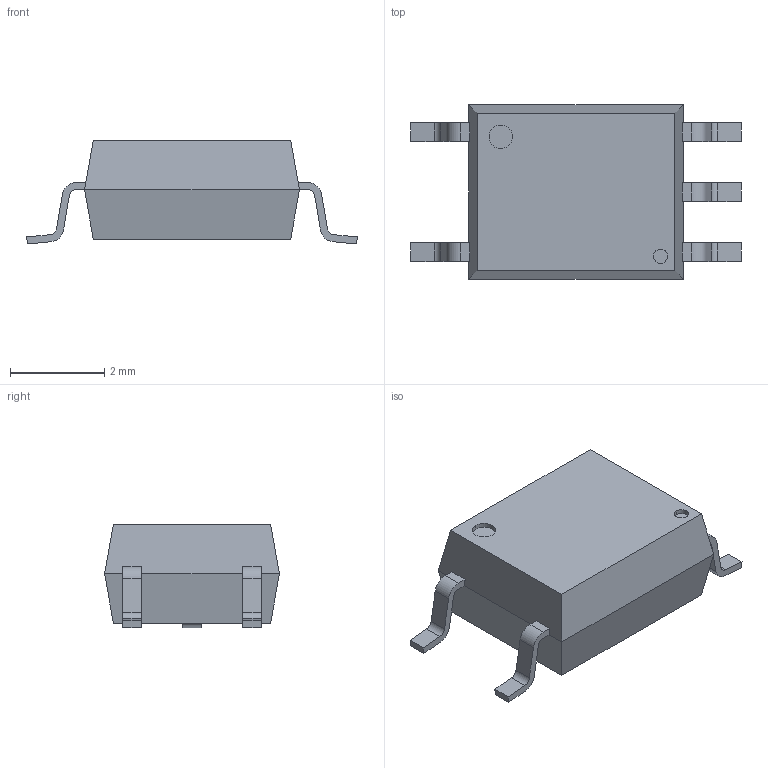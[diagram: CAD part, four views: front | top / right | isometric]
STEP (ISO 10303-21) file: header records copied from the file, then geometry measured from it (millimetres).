
FILE_DESCRIPTION(('STEP AP214'),'1');
FILE_NAME('5pin SO6.stp','2019-02-04T22:37:30',(' '),(' '),'Spatial InterOp 3D',' ',' ');
FILE_SCHEMA(('AUTOMOTIVE_DESIGN { 1 0 10303 214 1 1 1 1 }'));
Length unit declared in the file: metre
Products named in the file (7): 5pin SO6; Component1; Component2; Component3; Component4; Component5; Component6
Assembly tree (6 placements, depth 2):
  5pin SO6
    Component1
    Component2
    Component3
    Component4
    Component5
    Component6
Bounding box: 7 x 3.7 x 2.2 mm (x, y, z)
Volume: 32.8 mm3; surface area: 73.5 mm2
Topology: 6 solids, 6 shells, 86 faces, 212 edges, 140 vertices
Faces by surface type: plane 62, cylinder 24
Entity records: 3418 total; most frequent: DIRECTION 446, CARTESIAN_POINT 445, ORIENTED_EDGE 424, EDGE_CURVE 212, LINE 164, VECTOR 164, AXIS2_PLACEMENT_3D 141, VERTEX_POINT 140
